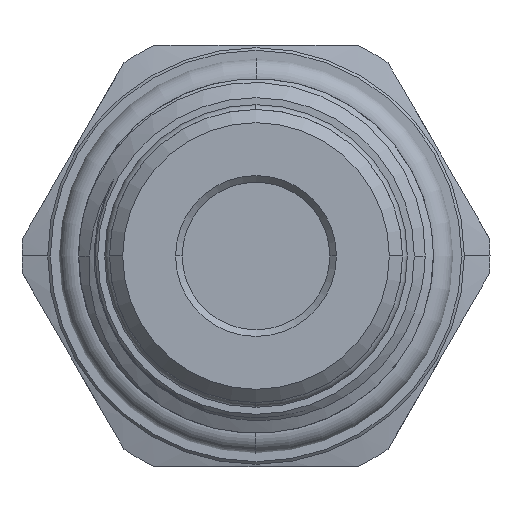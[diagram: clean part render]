
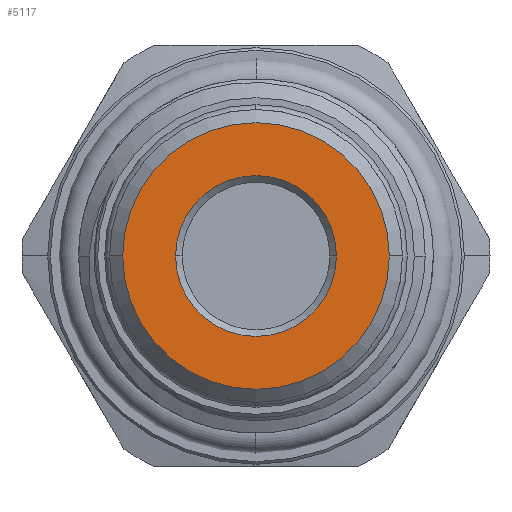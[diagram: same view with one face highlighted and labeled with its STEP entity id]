
A CAD part, left-side view. The second image highlights one B-rep face of the part: STEP entity #5117.
In plain terms, the highlighted planar face has unit normal (-1, 0, 0).
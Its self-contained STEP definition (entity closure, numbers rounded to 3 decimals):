
#493 = CARTESIAN_POINT ( 'NONE',  ( -78.1, 10.11, 0. ) ) ;
#682 = CARTESIAN_POINT ( 'NONE',  ( -78.1, -6.1, 0. ) ) ;
#812 = CARTESIAN_POINT ( 'NONE',  ( -78.1, 0., 0. ) ) ;
#813 = DIRECTION ( 'NONE',  ( -1., 0., 0. ) ) ;
#814 = DIRECTION ( 'NONE',  ( 0., 1., 0. ) ) ;
#962 = CARTESIAN_POINT ( 'NONE',  ( -78.1, 0., 0. ) ) ;
#963 = DIRECTION ( 'NONE',  ( 1., 0., 0. ) ) ;
#964 = DIRECTION ( 'NONE',  ( 0., 1., 0. ) ) ;
#1763 = EDGE_CURVE ( 'NONE', #8167, #9046, #6420, .T. ) ;
#2205 = CARTESIAN_POINT ( 'NONE',  ( -78.1, 6.1, 0. ) ) ;
#2209 = CARTESIAN_POINT ( 'NONE',  ( -78.1, -10.11, 0. ) ) ;
#2873 = CARTESIAN_POINT ( 'NONE',  ( -78.1, 0., 0. ) ) ;
#2874 = DIRECTION ( 'NONE',  ( 1., 0., 0. ) ) ;
#2875 = DIRECTION ( 'NONE',  ( 0., 1., 0. ) ) ;
#3685 = CARTESIAN_POINT ( 'NONE',  ( -78.1, 0., 0. ) ) ;
#3686 = PLANE ( 'NONE',  #9155 ) ;
#3692 = DIRECTION ( 'NONE',  ( -1., 0., 0. ) ) ;
#3693 = DIRECTION ( 'NONE',  ( 0., 1., 0. ) ) ;
#4954 = CIRCLE ( 'NONE', #9342, 10.11 ) ;
#4979 = CIRCLE ( 'NONE', #9362, 6.1 ) ;
#5068 = EDGE_CURVE ( 'NONE', #9042, #8431, #6601, .T. ) ;
#5117 = ADVANCED_FACE ( 'NONE', ( #6678, #6687 ), #3686, .T. ) ;
#5538 = CARTESIAN_POINT ( 'NONE',  ( -78.1, 0., 0. ) ) ;
#5539 = DIRECTION ( 'NONE',  ( -1., 0., 0. ) ) ;
#5540 = DIRECTION ( 'NONE',  ( 0., 1., 0. ) ) ;
#6420 = CIRCLE ( 'NONE', #8939, 10.11 ) ;
#6601 = CIRCLE ( 'NONE', #7009, 6.1 ) ;
#6678 = FACE_BOUND ( 'NONE', #7115, .T. ) ;
#6687 = FACE_OUTER_BOUND ( 'NONE', #7029, .T. ) ;
#7009 = AXIS2_PLACEMENT_3D ( 'NONE', #2873, #2874, #2875 ) ;
#7029 = EDGE_LOOP ( 'NONE', ( #7070, #7183 ) ) ;
#7070 = ORIENTED_EDGE ( 'NONE', *, *, #8740, .T. ) ;
#7115 = EDGE_LOOP ( 'NONE', ( #7400, #7402 ) ) ;
#7183 = ORIENTED_EDGE ( 'NONE', *, *, #1763, .T. ) ;
#7400 = ORIENTED_EDGE ( 'NONE', *, *, #5068, .T. ) ;
#7402 = ORIENTED_EDGE ( 'NONE', *, *, #8831, .T. ) ;
#8167 = VERTEX_POINT ( 'NONE', #493 ) ;
#8431 = VERTEX_POINT ( 'NONE', #682 ) ;
#8740 = EDGE_CURVE ( 'NONE', #9046, #8167, #4954, .T. ) ;
#8831 = EDGE_CURVE ( 'NONE', #8431, #9042, #4979, .T. ) ;
#8939 = AXIS2_PLACEMENT_3D ( 'NONE', #5538, #5539, #5540 ) ;
#9042 = VERTEX_POINT ( 'NONE', #2205 ) ;
#9046 = VERTEX_POINT ( 'NONE', #2209 ) ;
#9155 = AXIS2_PLACEMENT_3D ( 'NONE', #3685, #3692, #3693 ) ;
#9342 = AXIS2_PLACEMENT_3D ( 'NONE', #812, #813, #814 ) ;
#9362 = AXIS2_PLACEMENT_3D ( 'NONE', #962, #963, #964 ) ;
